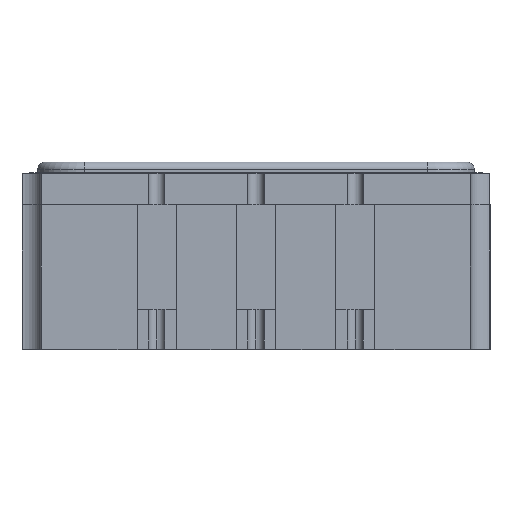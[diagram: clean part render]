
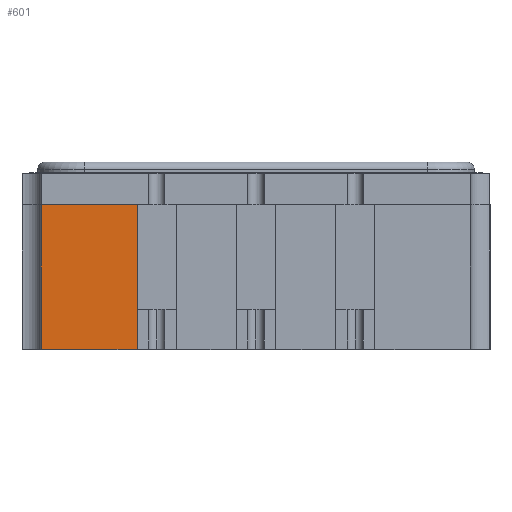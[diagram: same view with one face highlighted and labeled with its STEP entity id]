
A CAD part, top view. The second image highlights one B-rep face of the part: STEP entity #601.
In plain terms, the highlighted planar face has unit normal (0, 0, 1).
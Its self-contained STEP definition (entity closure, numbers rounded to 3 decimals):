
#215 = PLANE ( 'NONE',  #2656 ) ;
#395 = VECTOR ( 'NONE', #2378, 1000. ) ;
#541 = DIRECTION ( 'NONE',  ( 1., 0., 0. ) ) ;
#601 = ADVANCED_FACE ( 'NONE', ( #1209 ), #215, .F. ) ;
#660 = LINE ( 'NONE', #4944, #4244 ) ;
#679 = LINE ( 'NONE', #2022, #7446 ) ;
#775 = EDGE_LOOP ( 'NONE', ( #7861, #9300, #1206, #3122 ) ) ;
#1035 = CARTESIAN_POINT ( 'NONE',  ( -2.75, 1.85, 3. ) ) ;
#1206 = ORIENTED_EDGE ( 'NONE', *, *, #8836, .F. ) ;
#1209 = FACE_OUTER_BOUND ( 'NONE', #775, .T. ) ;
#2022 = CARTESIAN_POINT ( 'NONE',  ( 3., 0., 3. ) ) ;
#2377 = VERTEX_POINT ( 'NONE', #5425 ) ;
#2378 = DIRECTION ( 'NONE',  ( 0., -1., 0. ) ) ;
#2656 = AXIS2_PLACEMENT_3D ( 'NONE', #5241, #5277, #6895 ) ;
#3122 = ORIENTED_EDGE ( 'NONE', *, *, #4313, .T. ) ;
#3125 = CARTESIAN_POINT ( 'NONE',  ( -2.75, 0., 3. ) ) ;
#3661 = CARTESIAN_POINT ( 'NONE',  ( -1.524, 2.4, 3. ) ) ;
#4081 = LINE ( 'NONE', #3661, #6333 ) ;
#4244 = VECTOR ( 'NONE', #7735, 1000. ) ;
#4269 = VERTEX_POINT ( 'NONE', #1035 ) ;
#4313 = EDGE_CURVE ( 'NONE', #4269, #8622, #7520, .T. ) ;
#4944 = CARTESIAN_POINT ( 'NONE',  ( 3., 1.85, 3. ) ) ;
#5241 = CARTESIAN_POINT ( 'NONE',  ( 3., 2.25, 3. ) ) ;
#5277 = DIRECTION ( 'NONE',  ( 0., 0., -1. ) ) ;
#5425 = CARTESIAN_POINT ( 'NONE',  ( -1.524, 0., 3. ) ) ;
#5728 = EDGE_CURVE ( 'NONE', #8168, #2377, #4081, .T. ) ;
#6333 = VECTOR ( 'NONE', #8711, 1000. ) ;
#6895 = DIRECTION ( 'NONE',  ( -1., 0., 0. ) ) ;
#7219 = EDGE_CURVE ( 'NONE', #8622, #2377, #679, .T. ) ;
#7446 = VECTOR ( 'NONE', #541, 1000. ) ;
#7520 = LINE ( 'NONE', #8173, #395 ) ;
#7735 = DIRECTION ( 'NONE',  ( 1., 0., 0. ) ) ;
#7861 = ORIENTED_EDGE ( 'NONE', *, *, #7219, .T. ) ;
#8168 = VERTEX_POINT ( 'NONE', #8924 ) ;
#8173 = CARTESIAN_POINT ( 'NONE',  ( -2.75, 0., 3. ) ) ;
#8622 = VERTEX_POINT ( 'NONE', #3125 ) ;
#8711 = DIRECTION ( 'NONE',  ( 0., -1., 0. ) ) ;
#8836 = EDGE_CURVE ( 'NONE', #4269, #8168, #660, .T. ) ;
#8924 = CARTESIAN_POINT ( 'NONE',  ( -1.524, 1.85, 3. ) ) ;
#9300 = ORIENTED_EDGE ( 'NONE', *, *, #5728, .F. ) ;
